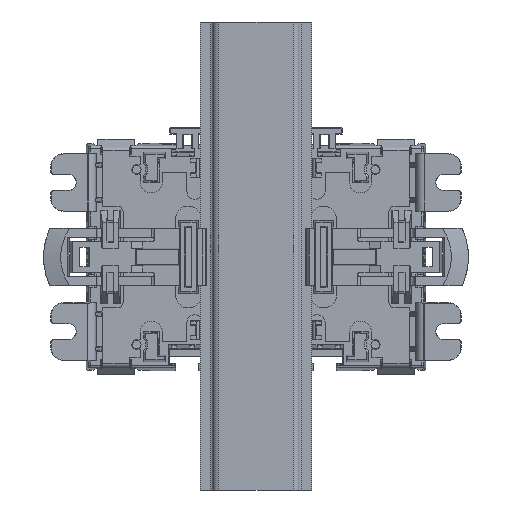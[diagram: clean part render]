
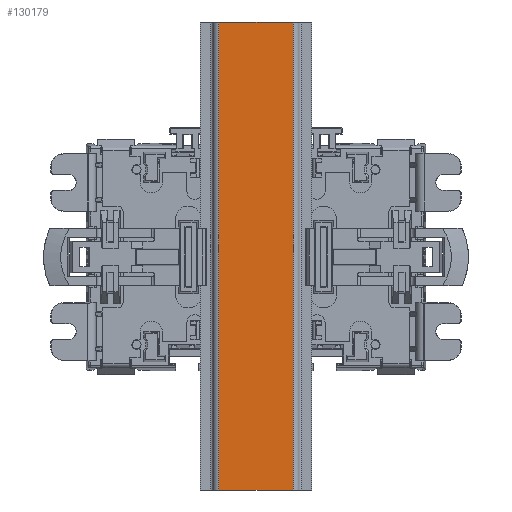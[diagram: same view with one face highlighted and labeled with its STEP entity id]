
A CAD part, left-side view. The second image highlights one B-rep face of the part: STEP entity #130179.
In plain terms, the highlighted face is planar.
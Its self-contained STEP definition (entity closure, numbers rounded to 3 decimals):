
#129450=DIRECTION('',(0.,0.,1.));
#129451=VECTOR('',#129450,23.4);
#129452=CARTESIAN_POINT('',(65.,-7.5,-11.7));
#129453=LINE('',#129452,#129451);
#129636=DIRECTION('',(-1.,0.,0.));
#129637=VECTOR('',#129636,147.);
#129638=CARTESIAN_POINT('',(65.,-7.5,11.7));
#129639=LINE('',#129638,#129637);
#129644=DIRECTION('',(0.,0.,1.));
#129645=VECTOR('',#129644,23.4);
#129646=CARTESIAN_POINT('',(-82.,-7.5,-11.7));
#129647=LINE('',#129646,#129645);
#129652=DIRECTION('',(1.,0.,0.));
#129653=VECTOR('',#129652,147.);
#129654=CARTESIAN_POINT('',(-82.,-7.5,-11.7));
#129655=LINE('',#129654,#129653);
#129692=CARTESIAN_POINT('',(65.,-7.5,-11.7));
#129693=VERTEX_POINT('',#129692);
#129694=CARTESIAN_POINT('',(65.,-7.5,11.7));
#129695=VERTEX_POINT('',#129694);
#129746=CARTESIAN_POINT('',(-82.,-7.5,11.7));
#129747=VERTEX_POINT('',#129746);
#129748=CARTESIAN_POINT('',(-82.,-7.5,-11.7));
#129749=VERTEX_POINT('',#129748);
#130167=CARTESIAN_POINT('',(-145.,-7.5,11.7));
#130168=DIRECTION('',(0.,-1.,0.));
#130169=DIRECTION('',(0.,0.,-1.));
#130170=AXIS2_PLACEMENT_3D('',#130167,#130168,#130169);
#130171=PLANE('',#130170);
#130172=ORIENTED_EDGE('',*,*,#129795,.F.);
#130174=ORIENTED_EDGE('',*,*,#130173,.F.);
#130175=ORIENTED_EDGE('',*,*,#129886,.T.);
#130176=ORIENTED_EDGE('',*,*,#130153,.F.);
#130177=EDGE_LOOP('',(#130172,#130174,#130175,#130176));
#130178=FACE_OUTER_BOUND('',#130177,.F.);
#129795=EDGE_CURVE('',#129693,#129695,#129453,.T.);
#129886=EDGE_CURVE('',#129749,#129747,#129647,.T.);
#130153=EDGE_CURVE('',#129695,#129747,#129639,.T.);
#130173=EDGE_CURVE('',#129749,#129693,#129655,.T.);
#130179=ADVANCED_FACE('',(#130178),#130171,.T.);
